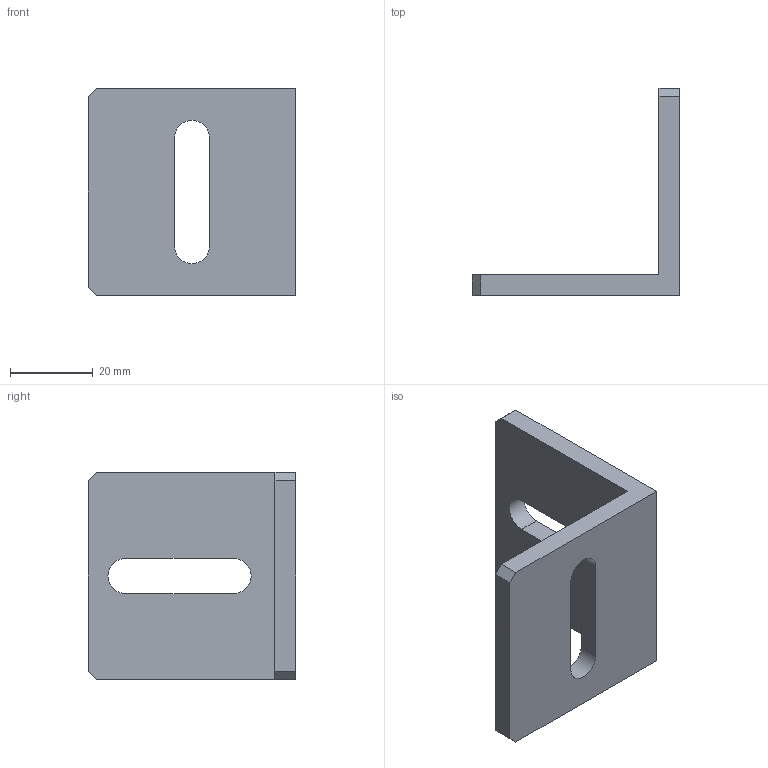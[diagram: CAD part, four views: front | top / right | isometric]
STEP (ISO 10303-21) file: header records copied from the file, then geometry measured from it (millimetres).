
FILE_DESCRIPTION(/* description */ ('KriTec Stahlwinkel 10 50x50x50x5 mit Langlöchern 90° versetzt, schwarz'),/* implementation_level */ '2;1');
FILE_NAME(/* name */ '81317_KriTec Stahlwinkel 10 50x50x50x5 mit Langlöchern 90° versetzt, schwarz.stp',/* time_stamp */ '2020-09-21T14:48:42+02:00',/* author */ ('Nell'),/* organization */ (''),/* preprocessor_version */ 'ST-DEVELOPER v17',/* originating_system */ 'Autodesk Inventor 2018',/* authorisation */ '');
FILE_SCHEMA (('AUTOMOTIVE_DESIGN { 1 0 10303 214 3 1 1 }'));
Length unit declared in the file: millimetre
Products named in the file (1): 81317
Bounding box: 50 x 50 x 50 mm (x, y, z)
Volume: 20932.5 mm3; surface area: 10586.6 mm2
Topology: 1 solids, 1 shells, 20 faces, 54 edges, 36 vertices
Faces by surface type: plane 16, cylinder 4
Entity records: 673 total; most frequent: CARTESIAN_POINT 111, ORIENTED_EDGE 108, DIRECTION 104, EDGE_CURVE 54, LINE 46, VECTOR 46, VERTEX_POINT 36, AXIS2_PLACEMENT_3D 29
